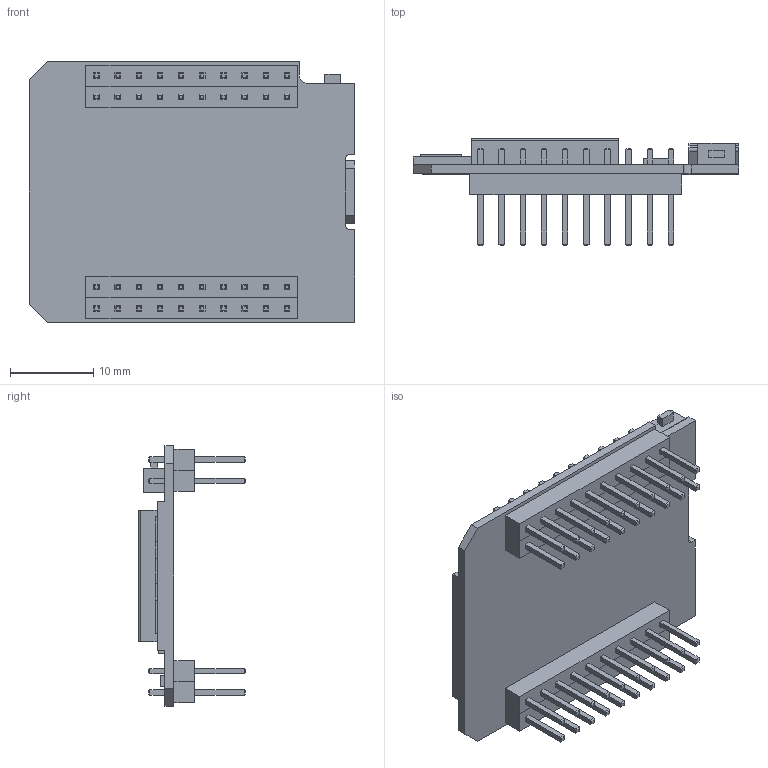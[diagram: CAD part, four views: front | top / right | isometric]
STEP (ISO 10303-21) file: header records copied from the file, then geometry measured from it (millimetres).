
FILE_DESCRIPTION (( 'STEP AP214' ), '1' );
FILE_NAME ('ESP32 D1 mini.STEP', '2021-09-22T23:25:01', ( '' ), ( '' ), 'SwSTEP 2.0', 'SolidWorks 2020', '' );
FILE_SCHEMA (( 'AUTOMOTIVE_DESIGN' ));
Length unit declared in the file: millimetre
Products named in the file (3): ESP32 D1 mini; header pins 1x10
Assembly tree (5 placements, depth 2):
  ESP32 D1 mini
    ESP32 D1 mini
    header pins 1x10  x4
Bounding box: 39.12 x 12.84 x 31.32 mm (x, y, z)
Volume: 3140.4 mm3; surface area: 5106.5 mm2
Topology: 5 solids, 5 shells, 1183 faces, 2861 edges, 1798 vertices
Faces by surface type: plane 970, bspline 112, cylinder 101
Entity records: 26956 total; most frequent: CARTESIAN_POINT 9308, ORIENTED_EDGE 3250, DIRECTION 2633, EDGE_CURVE 1625, VECTOR 1203, LINE 1203, VERTEX_POINT 1054, EDGE_LOOP 755
